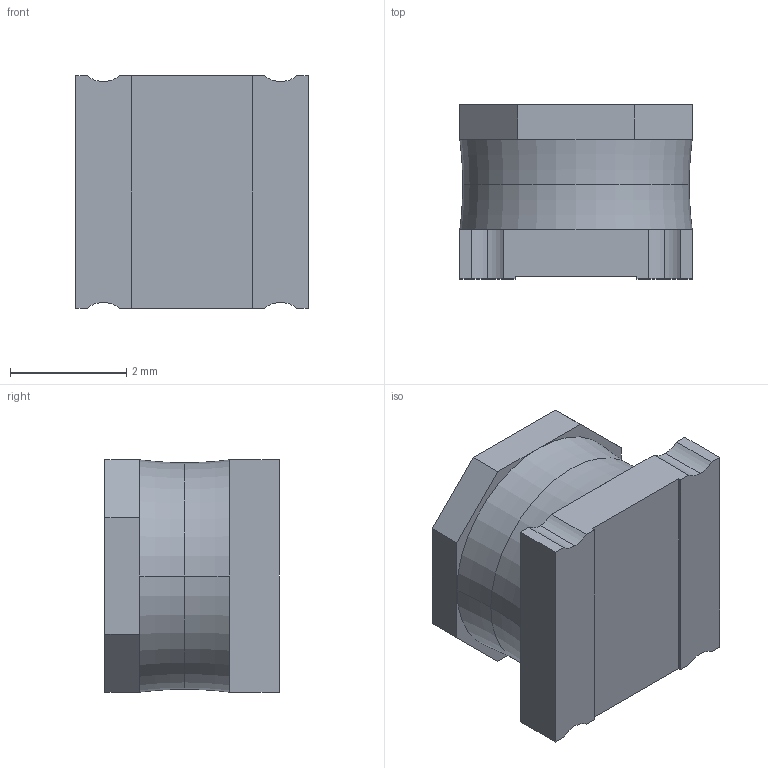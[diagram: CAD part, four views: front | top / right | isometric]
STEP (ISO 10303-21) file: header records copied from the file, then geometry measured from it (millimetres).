
FILE_DESCRIPTION (( 'STEP AP214' ), '1' );
FILE_NAME ('YNR4030-2R2M.STEP', '2021-12-28T10:49:45', ( '' ), ( '' ), 'SwSTEP 2.0', 'SolidWorks 2018', '' );
FILE_SCHEMA (( 'AUTOMOTIVE_DESIGN' ));
Length unit declared in the file: millimetre
Products named in the file (1): YNR4030-2R2M
Bounding box: 4 x 3 x 4 mm (x, y, z)
Volume: 40.3 mm3; surface area: 76.7 mm2
Topology: 1 solids, 1 shells, 85 faces, 223 edges, 144 vertices
Faces by surface type: plane 57, bspline 17, cylinder 7, torus 4
Entity records: 4249 total; most frequent: CARTESIAN_POINT 1598, ORIENTED_EDGE 446, DIRECTION 355, EDGE_CURVE 223, VECTOR 161, LINE 161, VERTEX_POINT 144, AXIS2_PLACEMENT_3D 97
